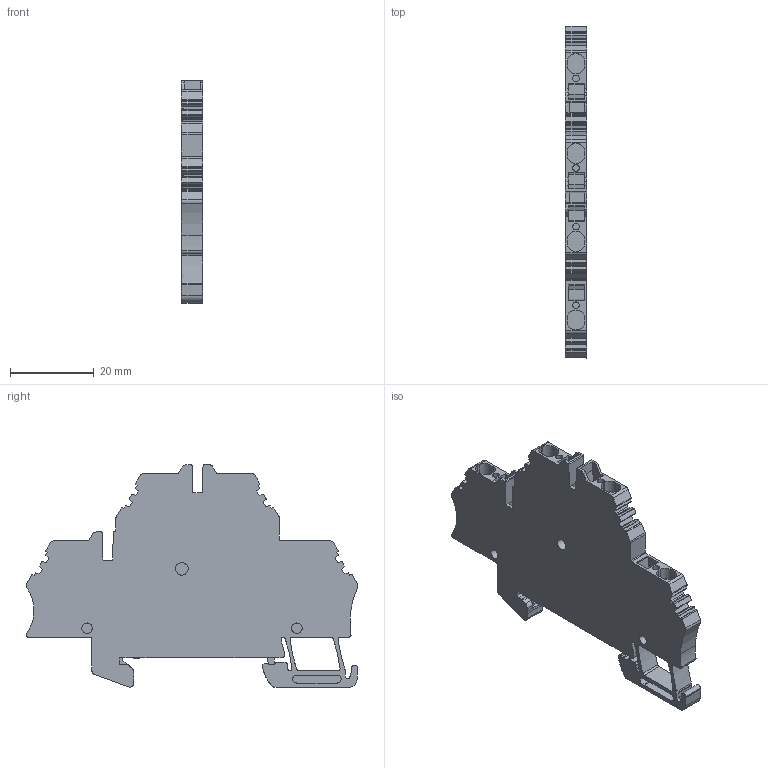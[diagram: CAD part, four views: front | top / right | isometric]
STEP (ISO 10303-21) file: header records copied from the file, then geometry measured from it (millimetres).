
FILE_DESCRIPTION(('CATIA V5 STEP Exchange','CAx-IF Rec.Pracs.--- Model Styling and Organization---1.5--- 2016-08-15','CAx-IF Rec.Pracs.---Supplemental Geometry---1.0---2011-11-01','CAx-IF Rec.Pracs.--- Composite Materials ---1.1---2010-07-15'),'2;1');
FILE_NAME ('018754-5_1', '2025-07-23T05:34:18+00:00', ('none'), ('Weidmueller'), 'CATIA Version 5-6 Release 2024 SP4', 'CATIA V5 STEP AP214 v3', 'none');
FILE_SCHEMA(('AUTOMOTIVE_DESIGN { 1 0 10303 214 1 1 1 1 }'));
Length unit declared in the file: millimetre
Products named in the file (1): 1690000000
Bounding box: 5.1 x 79.06 x 52.98 mm (x, y, z)
Volume: 12217.9 mm3; surface area: 13822.7 mm2
Topology: 1 solids, 2 shells, 716 faces, 2048 edges, 1362 vertices
Faces by surface type: plane 424, cylinder 182, extrusion 110
Entity records: 24516 total; most frequent: CARTESIAN_POINT 6546, ORIENTED_EDGE 4096, DIRECTION 2833, EDGE_CURVE 2048, VECTOR 1591, LINE 1481, VERTEX_POINT 1362, AXIS2_PLACEMENT_3D 797
